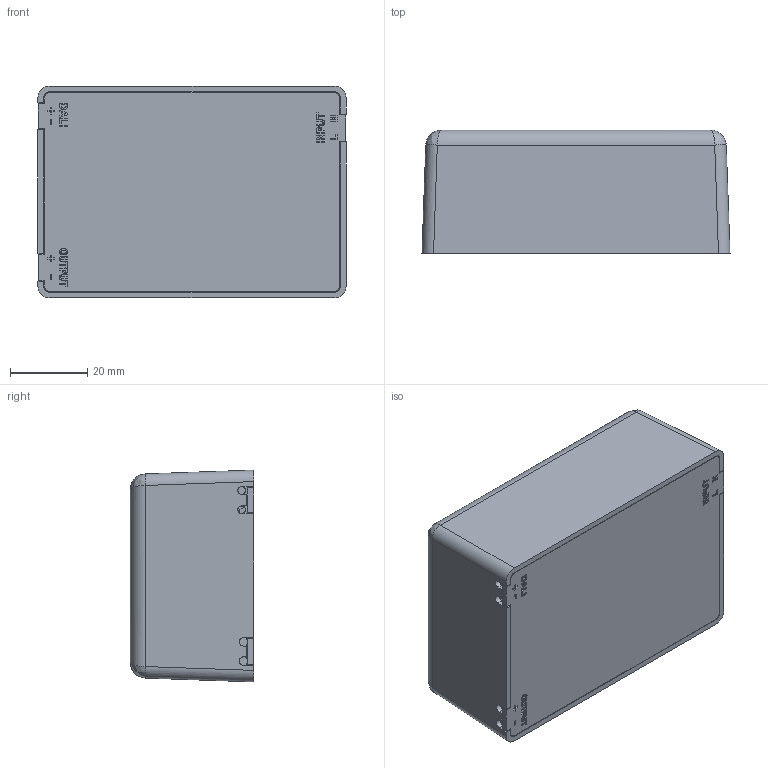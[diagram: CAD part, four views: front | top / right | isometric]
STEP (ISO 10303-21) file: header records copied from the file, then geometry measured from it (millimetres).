
FILE_DESCRIPTION((''),'2;1');
FILE_NAME('LCDA36W_ASM-160926_ASM','2019-02-19T',('wsenga'),(''),'PRO/ENGINEER BY PARAMETRIC TECHNOLOGY CORPORATION, 2012360','PRO/ENGINEER BY PARAMETRIC TECHNOLOGY CORPORATION, 2012360','');
FILE_SCHEMA(('CONFIG_CONTROL_DESIGN'));
Length unit declared in the file: millimetre
Products named in the file (5): MAWLCDA36W-1A-160926_2; MAWLCDA36W-2A-160926_1; LCDA36W-160926_ASM_3_ASM_ASM; MAWLCDA36W-1A-160926_ASM_ASM; LCDA36W_ASM-160926_ASM
Assembly tree (4 placements, depth 4):
  LCDA36W_ASM-160926_ASM
    MAWLCDA36W-1A-160926_ASM_ASM
      LCDA36W-160926_ASM_3_ASM_ASM
        MAWLCDA36W-1A-160926_2
        MAWLCDA36W-2A-160926_1
Bounding box: 80 x 32 x 55 mm (x, y, z)
Surface area: 33710.2 mm2 (no closed solid volume)
Topology: 0 solids, 2 shells, 485 faces, 1345 edges, 890 vertices
Faces by surface type: plane 367, extrusion 66, cylinder 36, bspline 8, cone 8
Entity records: 16336 total; most frequent: CARTESIAN_POINT 4180, ORIENTED_EDGE 2690, DIRECTION 2091, EDGE_CURVE 1345, VECTOR 1181, LINE 1115, VERTEX_POINT 890, EDGE_LOOP 511
